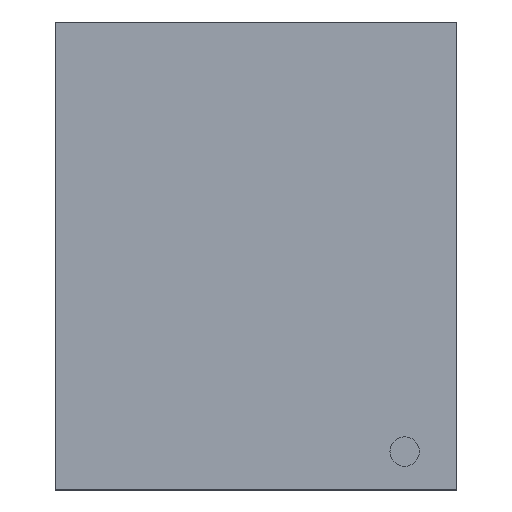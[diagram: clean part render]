
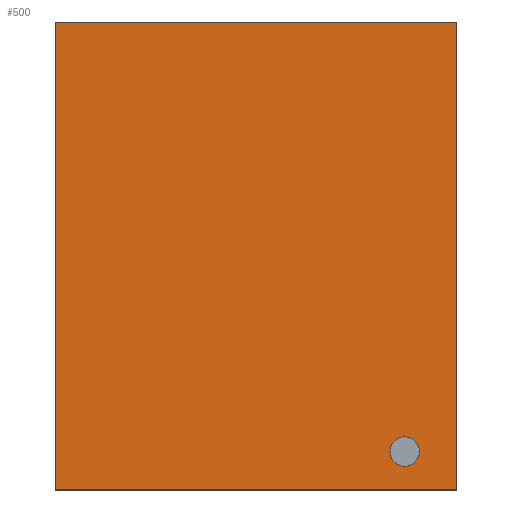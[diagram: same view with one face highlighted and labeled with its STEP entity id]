
A CAD part, top view. The second image highlights one B-rep face of the part: STEP entity #500.
In plain terms, the highlighted planar face has unit normal (0, 0, 1).
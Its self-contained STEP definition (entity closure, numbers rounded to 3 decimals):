
#23=CIRCLE('',#530,0.067);
#68=ORIENTED_EDGE('',*,*,#132,.T.);
#69=ORIENTED_EDGE('',*,*,#131,.T.);
#70=ORIENTED_EDGE('',*,*,#126,.T.);
#71=ORIENTED_EDGE('',*,*,#128,.T.);
#72=ORIENTED_EDGE('',*,*,#130,.T.);
#126=EDGE_CURVE('',#158,#159,#190,.T.);
#128=EDGE_CURVE('',#159,#160,#192,.T.);
#130=EDGE_CURVE('',#160,#161,#194,.T.);
#131=EDGE_CURVE('',#161,#158,#195,.T.);
#132=EDGE_CURVE('',#162,#162,#23,.T.);
#158=VERTEX_POINT('',#683);
#159=VERTEX_POINT('',#685);
#160=VERTEX_POINT('',#689);
#161=VERTEX_POINT('',#693);
#162=VERTEX_POINT('',#699);
#190=LINE('',#686,#218);
#192=LINE('',#690,#220);
#194=LINE('',#694,#222);
#195=LINE('',#696,#223);
#218=VECTOR('',#582,1000.);
#220=VECTOR('',#586,1000.);
#222=VECTOR('',#590,1000.);
#223=VECTOR('',#593,1000.);
#240=EDGE_LOOP('',(#68));
#241=EDGE_LOOP('',(#69,#70,#71,#72));
#274=FACE_BOUND('',#240,.T.);
#275=FACE_BOUND('',#241,.T.);
#308=PLANE('',#529);
#500=ADVANCED_FACE('',(#274,#275),#308,.T.);
#529=AXIS2_PLACEMENT_3D('',#697,#594,#595);
#530=AXIS2_PLACEMENT_3D('',#698,#596,#597);
#582=DIRECTION('',(0.,1.,0.));
#586=DIRECTION('',(-1.,0.,0.));
#590=DIRECTION('',(0.,-1.,0.));
#593=DIRECTION('',(1.,0.,0.));
#594=DIRECTION('',(0.,0.,1.));
#595=DIRECTION('',(1.,0.,0.));
#596=DIRECTION('',(0.,0.,-1.));
#597=DIRECTION('',(-1.,0.,0.));
#683=CARTESIAN_POINT('',(0.915,-1.065,0.425));
#685=CARTESIAN_POINT('',(0.915,1.065,0.425));
#686=CARTESIAN_POINT('',(0.915,-1.065,0.425));
#689=CARTESIAN_POINT('',(-0.915,1.065,0.425));
#690=CARTESIAN_POINT('',(0.915,1.065,0.425));
#693=CARTESIAN_POINT('',(-0.915,-1.065,0.425));
#694=CARTESIAN_POINT('',(-0.915,1.065,0.425));
#696=CARTESIAN_POINT('',(-0.915,-1.065,0.425));
#697=CARTESIAN_POINT('',(0.,0.,0.425));
#698=CARTESIAN_POINT('',(0.677,-0.891,0.425));
#699=CARTESIAN_POINT('',(0.61,-0.891,0.425));
